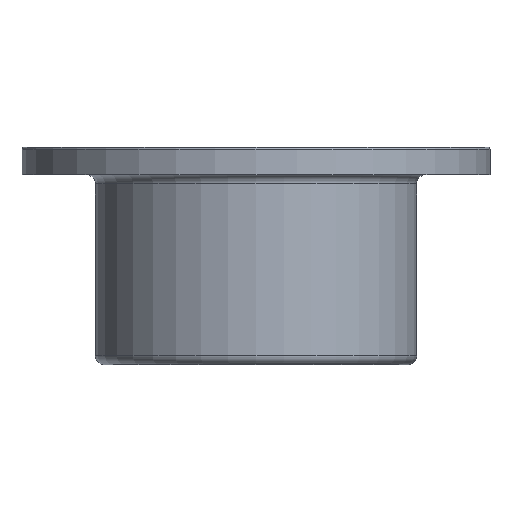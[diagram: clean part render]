
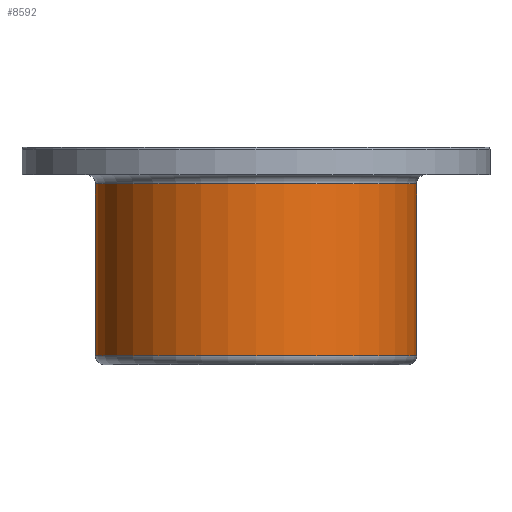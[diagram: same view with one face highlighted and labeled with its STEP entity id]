
A CAD part, left-side view. The second image highlights one B-rep face of the part: STEP entity #8592.
In plain terms, the highlighted cylindrical face has radius 17.5 mm (diameter 35 mm), a partial arc.
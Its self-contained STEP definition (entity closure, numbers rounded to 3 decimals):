
#314 = VECTOR ( 'NONE', #10709, 1000. ) ;
#318 = DIRECTION ( 'NONE',  ( 1., 0., 0. ) ) ;
#576 = AXIS2_PLACEMENT_3D ( 'NONE', #3821, #7937, #12970 ) ;
#636 = CARTESIAN_POINT ( 'NONE',  ( -42.5, 17.5, -23.7 ) ) ;
#972 = CARTESIAN_POINT ( 'NONE',  ( -42.5, 17.5, -4. ) ) ;
#2524 = EDGE_CURVE ( 'NONE', #7639, #10758, #10292, .T. ) ;
#2701 = DIRECTION ( 'NONE',  ( 0., 0., 1. ) ) ;
#3120 = LINE ( 'NONE', #636, #314 ) ;
#3517 = EDGE_CURVE ( 'NONE', #4535, #7098, #3120, .T. ) ;
#3821 = CARTESIAN_POINT ( 'NONE',  ( -42.5, 0., -23.7 ) ) ;
#4369 = CARTESIAN_POINT ( 'NONE',  ( -42.5, 0., -4. ) ) ;
#4535 = VERTEX_POINT ( 'NONE', #8399 ) ;
#5284 = CARTESIAN_POINT ( 'NONE',  ( -42.5, -17.5, -4. ) ) ;
#5845 = DIRECTION ( 'NONE',  ( 0., 0., -1. ) ) ;
#6034 = ORIENTED_EDGE ( 'NONE', *, *, #2524, .T. ) ;
#6601 = CARTESIAN_POINT ( 'NONE',  ( -42.5, 0., -22.7 ) ) ;
#6614 = CYLINDRICAL_SURFACE ( 'NONE', #576, 17.5 ) ;
#6848 = ORIENTED_EDGE ( 'NONE', *, *, #9799, .T. ) ;
#6978 = CIRCLE ( 'NONE', #13303, 17.5 ) ;
#7098 = VERTEX_POINT ( 'NONE', #972 ) ;
#7639 = VERTEX_POINT ( 'NONE', #8995 ) ;
#7840 = DIRECTION ( 'NONE',  ( 0., 0., 1. ) ) ;
#7937 = DIRECTION ( 'NONE',  ( 0., 0., 1. ) ) ;
#8030 = ORIENTED_EDGE ( 'NONE', *, *, #10068, .T. ) ;
#8399 = CARTESIAN_POINT ( 'NONE',  ( -42.5, 17.5, -22.7 ) ) ;
#8592 = ADVANCED_FACE ( 'NONE', ( #12655 ), #6614, .T. ) ;
#8995 = CARTESIAN_POINT ( 'NONE',  ( -42.5, -17.5, -22.7 ) ) ;
#9479 = DIRECTION ( 'NONE',  ( 1., 0., 0. ) ) ;
#9799 = EDGE_CURVE ( 'NONE', #10758, #7098, #6978, .T. ) ;
#10068 = EDGE_CURVE ( 'NONE', #4535, #7639, #10393, .T. ) ;
#10292 = LINE ( 'NONE', #15339, #13399 ) ;
#10362 = EDGE_LOOP ( 'NONE', ( #6034, #6848, #12711, #8030 ) ) ;
#10393 = CIRCLE ( 'NONE', #14884, 17.5 ) ;
#10709 = DIRECTION ( 'NONE',  ( 0., 0., 1. ) ) ;
#10758 = VERTEX_POINT ( 'NONE', #5284 ) ;
#12655 = FACE_OUTER_BOUND ( 'NONE', #10362, .T. ) ;
#12711 = ORIENTED_EDGE ( 'NONE', *, *, #3517, .F. ) ;
#12970 = DIRECTION ( 'NONE',  ( 1., 0., 0. ) ) ;
#13303 = AXIS2_PLACEMENT_3D ( 'NONE', #4369, #5845, #9479 ) ;
#13399 = VECTOR ( 'NONE', #2701, 1000. ) ;
#14884 = AXIS2_PLACEMENT_3D ( 'NONE', #6601, #7840, #318 ) ;
#15339 = CARTESIAN_POINT ( 'NONE',  ( -42.5, -17.5, -23.7 ) ) ;
